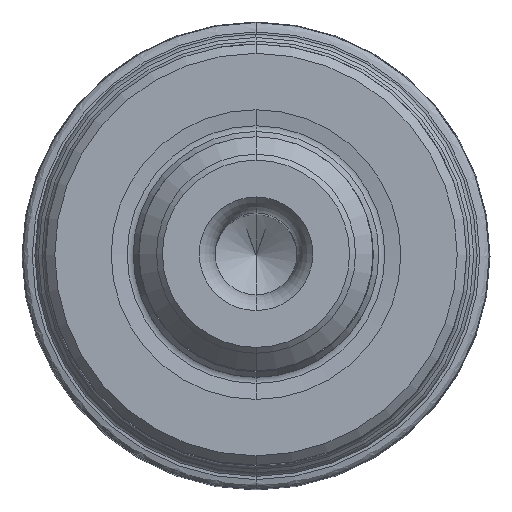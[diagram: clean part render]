
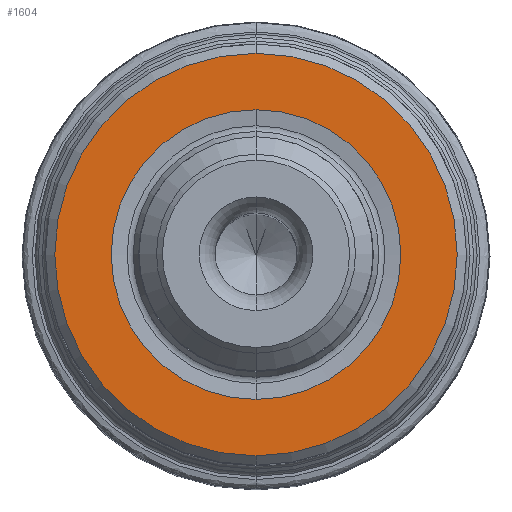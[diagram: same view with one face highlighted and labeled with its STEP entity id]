
A CAD part, top view. The second image highlights one B-rep face of the part: STEP entity #1604.
In plain terms, the highlighted face is planar.
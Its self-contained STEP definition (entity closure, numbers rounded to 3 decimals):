
#475=CARTESIAN_POINT('',(0.,0.,0.));
#476=DIRECTION('',(0.,0.,-1.));
#477=DIRECTION('',(0.,1.,0.));
#478=AXIS2_PLACEMENT_3D('',#475,#476,#477);
#497=CARTESIAN_POINT('',(0.,0.,0.));
#498=DIRECTION('',(0.,0.,1.));
#499=DIRECTION('',(0.,1.,0.));
#500=AXIS2_PLACEMENT_3D('',#497,#498,#499);
#505=CARTESIAN_POINT('',(0.,0.,0.));
#506=DIRECTION('',(0.,0.,-1.));
#507=DIRECTION('',(0.,1.,0.));
#508=AXIS2_PLACEMENT_3D('',#505,#506,#507);
#513=CARTESIAN_POINT('',(0.,0.,0.));
#514=DIRECTION('',(0.,0.,1.));
#515=DIRECTION('',(0.,1.,0.));
#516=AXIS2_PLACEMENT_3D('',#513,#514,#515);
#1055=CARTESIAN_POINT('',(0.,6.19,0.));
#1056=VERTEX_POINT('',#1055);
#1057=CARTESIAN_POINT('',(0.,8.6,0.));
#1059=VERTEX_POINT('',#1057);
#1089=CARTESIAN_POINT('',(0.,-6.19,0.));
#1090=VERTEX_POINT('',#1089);
#1091=CARTESIAN_POINT('',(0.,-8.6,0.));
#1093=VERTEX_POINT('',#1091);
#1589=CARTESIAN_POINT('',(0.,0.,0.));
#1590=DIRECTION('',(0.,0.,-1.));
#1591=DIRECTION('',(0.,-1.,0.));
#1592=AXIS2_PLACEMENT_3D('',#1589,#1590,#1591);
#1593=PLANE('',#1592);
#1594=ORIENTED_EDGE('',*,*,#1584,.T.);
#1595=ORIENTED_EDGE('',*,*,#1568,.F.);
#1596=EDGE_LOOP('',(#1594,#1595));
#1597=FACE_OUTER_BOUND('',#1596,.F.);
#1599=ORIENTED_EDGE('',*,*,#1598,.T.);
#1601=ORIENTED_EDGE('',*,*,#1600,.F.);
#1602=EDGE_LOOP('',(#1599,#1601));
#1603=FACE_BOUND('',#1602,.F.);
#1604=ADVANCED_FACE('',(#1597,#1603),#1593,.T.);
#479=CIRCLE('',#478,8.6);
#501=CIRCLE('',#500,8.6);
#509=CIRCLE('',#508,6.19);
#517=CIRCLE('',#516,6.19);
#1568=EDGE_CURVE('',#1059,#1093,#479,.T.);
#1584=EDGE_CURVE('',#1059,#1093,#501,.T.);
#1598=EDGE_CURVE('',#1056,#1090,#509,.T.);
#1600=EDGE_CURVE('',#1056,#1090,#517,.T.);
